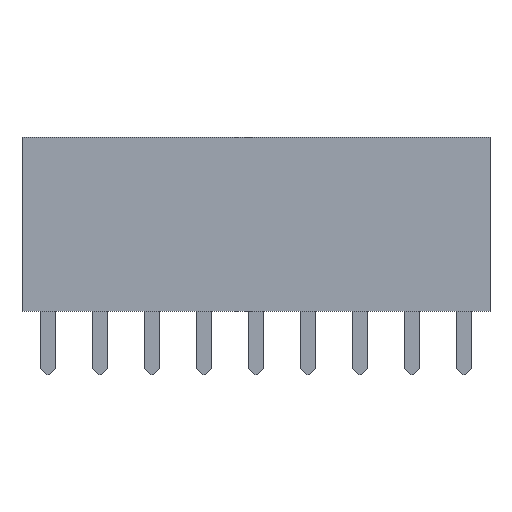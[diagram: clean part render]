
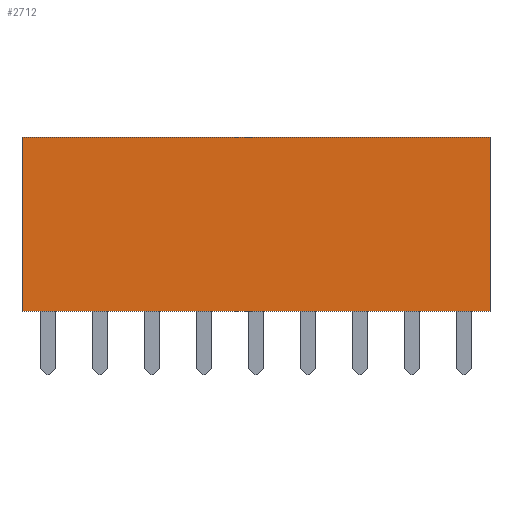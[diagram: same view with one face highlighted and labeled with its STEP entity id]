
A CAD part, front view. The second image highlights one B-rep face of the part: STEP entity #2712.
In plain terms, the highlighted planar face has unit normal (0, -1, 0).
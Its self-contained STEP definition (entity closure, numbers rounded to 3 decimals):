
#152=FACE_OUTER_BOUND('',#324,.T.);
#324=EDGE_LOOP('',(#2187,#2188,#2189,#2190));
#435=LINE('',#3772,#801);
#476=LINE('',#3855,#842);
#583=LINE('',#4075,#949);
#587=LINE('',#4082,#953);
#801=VECTOR('',#3061,10.);
#842=VECTOR('',#3110,10.);
#949=VECTOR('',#3333,10.);
#953=VECTOR('',#3341,10.);
#1149=VERTEX_POINT('',#3769);
#1150=VERTEX_POINT('',#3771);
#1188=VERTEX_POINT('',#3854);
#1243=VERTEX_POINT('',#4074);
#1399=EDGE_CURVE('',#1149,#1150,#435,.T.);
#1440=EDGE_CURVE('',#1150,#1188,#476,.T.);
#1547=EDGE_CURVE('',#1243,#1188,#583,.T.);
#1551=EDGE_CURVE('',#1243,#1149,#587,.T.);
#2187=ORIENTED_EDGE('',*,*,#1547,.T.);
#2188=ORIENTED_EDGE('',*,*,#1440,.F.);
#2189=ORIENTED_EDGE('',*,*,#1399,.F.);
#2190=ORIENTED_EDGE('',*,*,#1551,.F.);
#2549=PLANE('',#2899);
#2712=ADVANCED_FACE('',(#152),#2549,.T.);
#2899=AXIS2_PLACEMENT_3D('',#4151,#3413,#3414);
#3061=DIRECTION('',(1.,0.,0.));
#3110=DIRECTION('',(0.,0.,-1.));
#3333=DIRECTION('',(1.,0.,0.));
#3341=DIRECTION('',(0.,0.,1.));
#3413=DIRECTION('center_axis',(0.,-1.,0.));
#3414=DIRECTION('ref_axis',(1.,0.,0.));
#3769=CARTESIAN_POINT('',(-11.43,-1.25,8.6));
#3771=CARTESIAN_POINT('',(11.43,-1.25,8.6));
#3772=CARTESIAN_POINT('',(-11.43,-1.25,8.6));
#3854=CARTESIAN_POINT('',(11.43,-1.25,0.1));
#3855=CARTESIAN_POINT('',(11.43,-1.25,0.1));
#4074=CARTESIAN_POINT('',(-11.43,-1.25,0.1));
#4075=CARTESIAN_POINT('',(-11.43,-1.25,0.1));
#4082=CARTESIAN_POINT('',(-11.43,-1.25,0.1));
#4151=CARTESIAN_POINT('Origin',(-11.43,-1.25,0.1));
